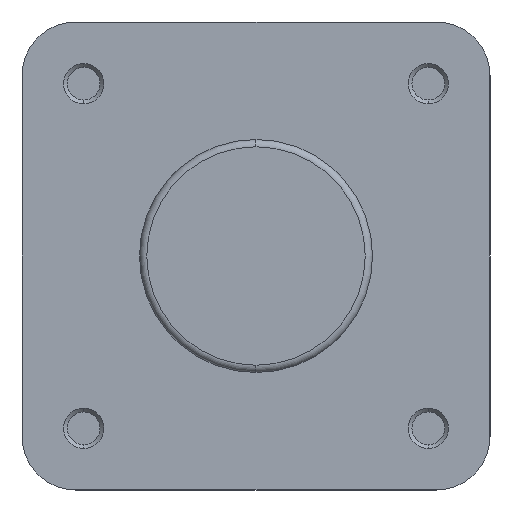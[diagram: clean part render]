
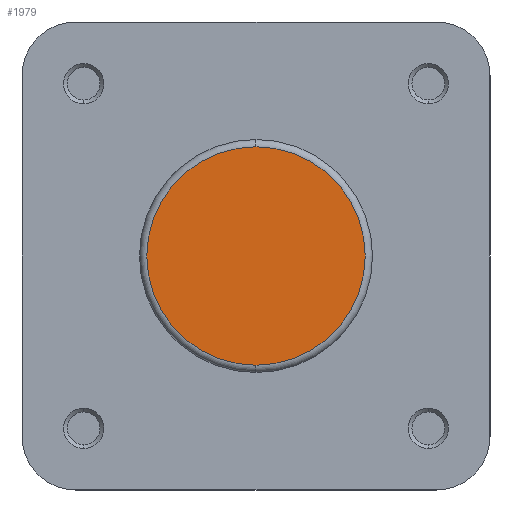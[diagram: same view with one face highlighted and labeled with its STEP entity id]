
A CAD part, left-side view. The second image highlights one B-rep face of the part: STEP entity #1979.
In plain terms, the highlighted planar face has unit normal (-1, 0, 0).
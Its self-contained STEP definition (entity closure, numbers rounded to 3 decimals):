
#15 = ORIENTED_EDGE ( 'NONE', *, *, #2163, .T. ) ;
#20 = ORIENTED_EDGE ( 'NONE', *, *, #2101, .T. ) ;
#43 = CIRCLE ( 'NONE', #2698, 22.4 ) ;
#167 = EDGE_LOOP ( 'NONE', ( #20, #15 ) ) ;
#1128 = FACE_OUTER_BOUND ( 'NONE', #167, .T. ) ;
#1376 = VERTEX_POINT ( 'NONE', #1629 ) ;
#1421 = VERTEX_POINT ( 'NONE', #1592 ) ;
#1592 = CARTESIAN_POINT ( 'NONE',  ( 0., 0., -22.4 ) ) ;
#1629 = CARTESIAN_POINT ( 'NONE',  ( 0., 0., 22.4 ) ) ;
#1979 = ADVANCED_FACE ( 'NONE', ( #1128 ), #4099, .F. ) ;
#2101 = EDGE_CURVE ( 'NONE', #1421, #1376, #3354, .T. ) ;
#2163 = EDGE_CURVE ( 'NONE', #1376, #1421, #43, .T. ) ;
#2522 = AXIS2_PLACEMENT_3D ( 'NONE', #4098, #4100, #4101 ) ;
#2662 = AXIS2_PLACEMENT_3D ( 'NONE', #4595, #4602, #4603 ) ;
#2698 = AXIS2_PLACEMENT_3D ( 'NONE', #4757, #4759, #4760 ) ;
#3354 = CIRCLE ( 'NONE', #2662, 22.4 ) ;
#4098 = CARTESIAN_POINT ( 'NONE',  ( 0., 23.9, 0. ) ) ;
#4099 = PLANE ( 'NONE',  #2522 ) ;
#4100 = DIRECTION ( 'NONE',  ( 1., 0., 0. ) ) ;
#4101 = DIRECTION ( 'NONE',  ( 0., 0., -1. ) ) ;
#4595 = CARTESIAN_POINT ( 'NONE',  ( 0., 0., 0. ) ) ;
#4602 = DIRECTION ( 'NONE',  ( -1., 0., 0. ) ) ;
#4603 = DIRECTION ( 'NONE',  ( 0., 0., -1. ) ) ;
#4757 = CARTESIAN_POINT ( 'NONE',  ( 0., 0., 0. ) ) ;
#4759 = DIRECTION ( 'NONE',  ( -1., 0., 0. ) ) ;
#4760 = DIRECTION ( 'NONE',  ( 0., 0., -1. ) ) ;
